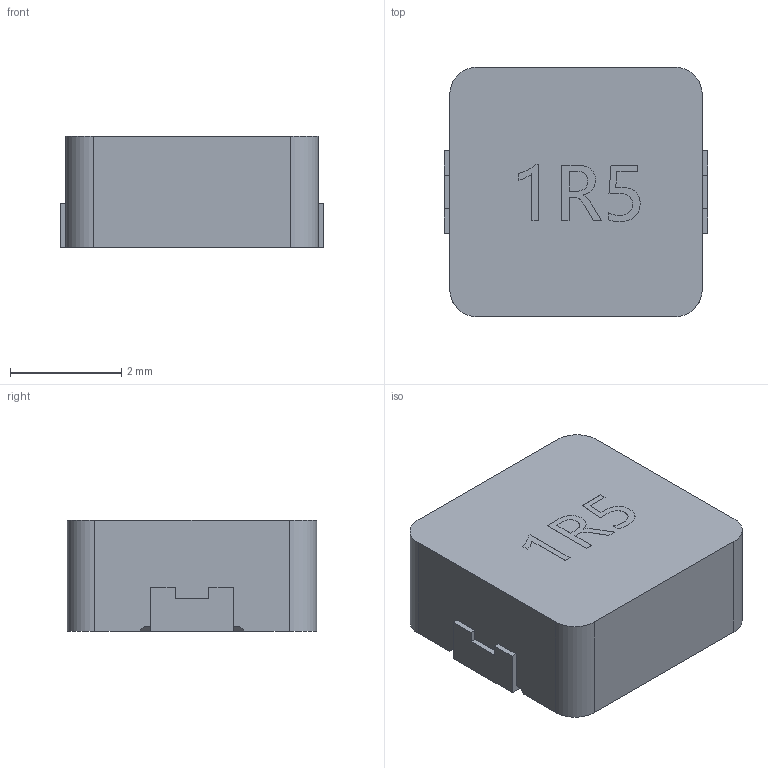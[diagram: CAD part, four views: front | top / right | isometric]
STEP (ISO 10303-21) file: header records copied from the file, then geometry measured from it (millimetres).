
FILE_DESCRIPTION (( 'STEP AP214' ), '1' );
FILE_NAME ('IND-SMD_L4.8-W4.5-H2.0_SMMS0420.step', '2022-07-09T00:23:45', ( '' ), ( '' ), 'SwSTEP 2.0', 'SolidWorks 2020', '' );
FILE_SCHEMA (( 'AUTOMOTIVE_DESIGN' ));
Length unit declared in the file: millimetre
Products named in the file (1): IND-SMD_L4.8-W4.5-H2.0_SMMS0420
Bounding box: 4.75 x 4.5 x 2.01 mm (x, y, z)
Volume: 40.6 mm3; surface area: 84.9 mm2
Topology: 3 solids, 3 shells, 368 faces, 996 edges, 664 vertices
Faces by surface type: plane 237, bspline 127, cylinder 4
Entity records: 17522 total; most frequent: CARTESIAN_POINT 5020, ORIENTED_EDGE 1992, DIRECTION 1230, EDGE_CURVE 996, VECTOR 730, LINE 730, VERTEX_POINT 664, EDGE_LOOP 398
